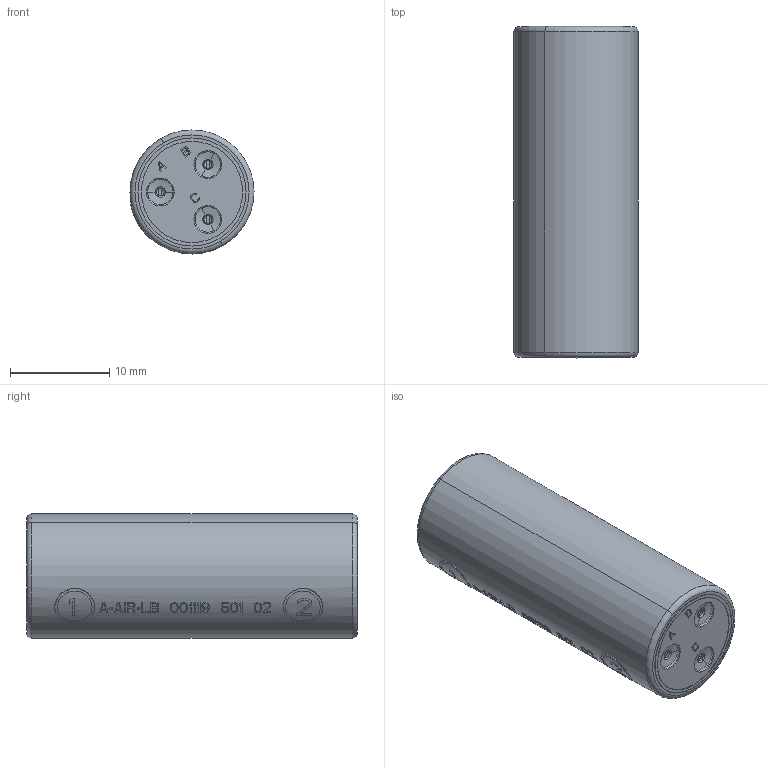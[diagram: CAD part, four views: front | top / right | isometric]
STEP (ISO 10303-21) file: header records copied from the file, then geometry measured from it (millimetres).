
FILE_DESCRIPTION((''),'2;1');
FILE_NAME('00111950102','2020-05-28T',('presta_be4'),(''),'CREO PARAMETRIC BY PTC INC, 2018360','CREO PARAMETRIC BY PTC INC, 2018360','');
FILE_SCHEMA(('CONFIG_CONTROL_DESIGN'));
Length unit declared in the file: millimetre
Products named in the file (1): 00111950102
Bounding box: 12.5 x 33.45 x 12.5 mm (x, y, z)
Volume: 3712.4 mm3; surface area: 3085.4 mm2
Topology: 1 solids, 1 shells, 1119 faces, 3031 edges, 1966 vertices
Faces by surface type: plane 768, cylinder 151, torus 92, cone 88, bspline 20
Entity records: 39459 total; most frequent: CARTESIAN_POINT 12364, ORIENTED_EDGE 6062, DIRECTION 5101, EDGE_CURVE 3031, VERTEX_POINT 1966, AXIS2_PLACEMENT_3D 1867, VECTOR 1367, LINE 1367
